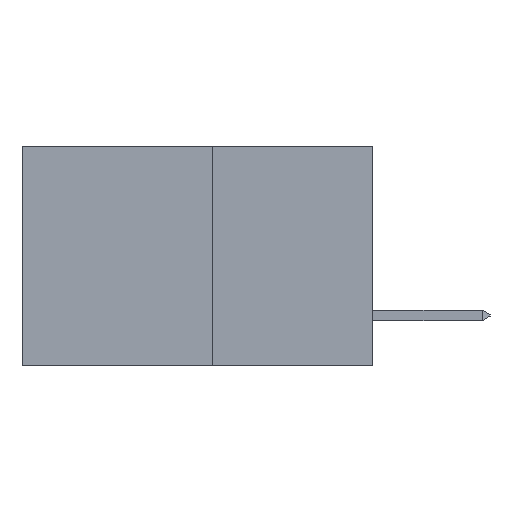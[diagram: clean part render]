
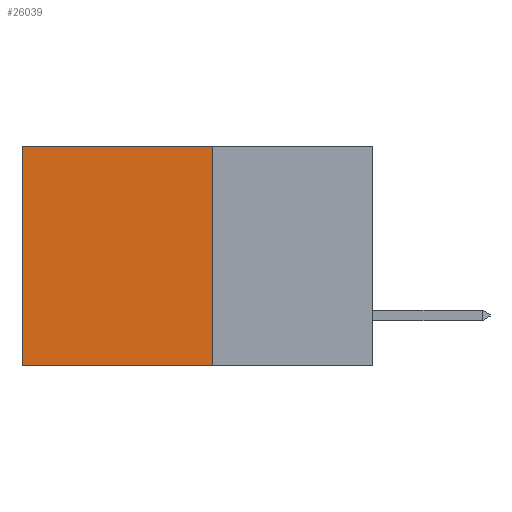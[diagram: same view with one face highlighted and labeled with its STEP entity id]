
A CAD part, left-side view. The second image highlights one B-rep face of the part: STEP entity #26039.
In plain terms, the highlighted planar face has unit normal (-1, 0, 0).
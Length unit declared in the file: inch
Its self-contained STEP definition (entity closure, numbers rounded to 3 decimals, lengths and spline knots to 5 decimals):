
#1517 = LINE ( 'NONE', #6794, #14383 ) ;
#1545 = VECTOR ( 'NONE', #12783, 39.37008 ) ;
#3500 = ORIENTED_EDGE ( 'NONE', *, *, #23076, .F. ) ;
#4306 = VERTEX_POINT ( 'NONE', #17342 ) ;
#4718 = CARTESIAN_POINT ( 'NONE',  ( 0.277, 0.59, -0.37 ) ) ;
#4749 = VERTEX_POINT ( 'NONE', #4718 ) ;
#6129 = DIRECTION ( 'NONE',  ( 0., 0., -1. ) ) ;
#6794 = CARTESIAN_POINT ( 'NONE',  ( 0.277, 0.59, -0.37 ) ) ;
#8367 = LINE ( 'NONE', #25379, #1545 ) ;
#8595 = CARTESIAN_POINT ( 'NONE',  ( 0.277, 0.27, -0.37 ) ) ;
#8659 = EDGE_CURVE ( 'NONE', #4306, #8897, #30773, .T. ) ;
#8897 = VERTEX_POINT ( 'NONE', #15458 ) ;
#11175 = DIRECTION ( 'NONE',  ( 1., 0., 0. ) ) ;
#11520 = ORIENTED_EDGE ( 'NONE', *, *, #23550, .T. ) ;
#12783 = DIRECTION ( 'NONE',  ( 0., 1., 0. ) ) ;
#14383 = VECTOR ( 'NONE', #29603, 39.37008 ) ;
#15458 = CARTESIAN_POINT ( 'NONE',  ( 0.277, 0.59, 0. ) ) ;
#16323 = CARTESIAN_POINT ( 'NONE',  ( 0.277, 0.27, -0.37 ) ) ;
#17342 = CARTESIAN_POINT ( 'NONE',  ( 0.277, 0.27, 0. ) ) ;
#18762 = EDGE_LOOP ( 'NONE', ( #11520, #3500, #29975, #29590 ) ) ;
#19568 = DIRECTION ( 'NONE',  ( 0., 1., 0. ) ) ;
#23076 = EDGE_CURVE ( 'NONE', #30193, #4749, #8367, .T. ) ;
#23550 = EDGE_CURVE ( 'NONE', #8897, #4749, #1517, .T. ) ;
#23902 = PLANE ( 'NONE',  #27303 ) ;
#24227 = VECTOR ( 'NONE', #6129, 39.37008 ) ;
#24605 = CARTESIAN_POINT ( 'NONE',  ( 0.277, 0.27, -0.37 ) ) ;
#25379 = CARTESIAN_POINT ( 'NONE',  ( 0.277, 0.27, -0.37 ) ) ;
#26039 = ADVANCED_FACE ( 'NONE', ( #32440 ), #23902, .F. ) ;
#26057 = EDGE_CURVE ( 'NONE', #4306, #30193, #30859, .T. ) ;
#27303 = AXIS2_PLACEMENT_3D ( 'NONE', #8595, #11175, #28953 ) ;
#28953 = DIRECTION ( 'NONE',  ( 0., 0., -1. ) ) ;
#29238 = VECTOR ( 'NONE', #19568, 39.37008 ) ;
#29590 = ORIENTED_EDGE ( 'NONE', *, *, #8659, .T. ) ;
#29603 = DIRECTION ( 'NONE',  ( 0., 0., -1. ) ) ;
#29635 = CARTESIAN_POINT ( 'NONE',  ( 0.277, 0.27, 0. ) ) ;
#29975 = ORIENTED_EDGE ( 'NONE', *, *, #26057, .F. ) ;
#30193 = VERTEX_POINT ( 'NONE', #24605 ) ;
#30773 = LINE ( 'NONE', #29635, #29238 ) ;
#30859 = LINE ( 'NONE', #16323, #24227 ) ;
#32440 = FACE_OUTER_BOUND ( 'NONE', #18762, .T. ) ;
